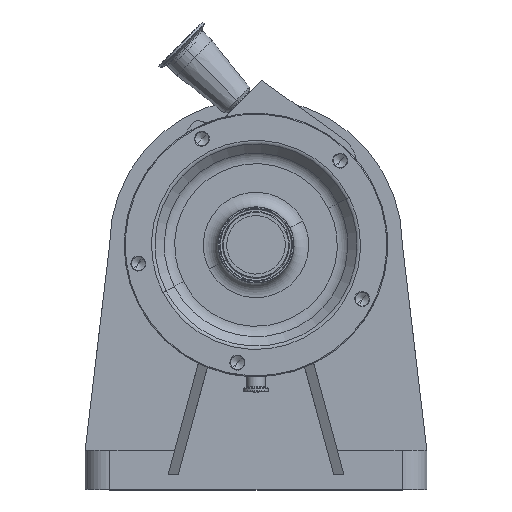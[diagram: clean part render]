
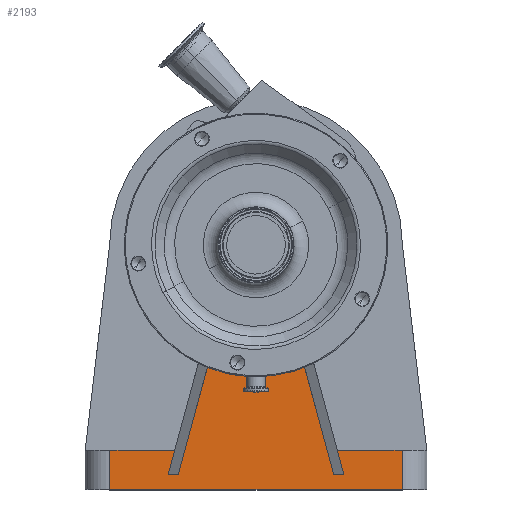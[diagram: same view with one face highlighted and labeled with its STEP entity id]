
A CAD part, top view. The second image highlights one B-rep face of the part: STEP entity #2193.
In plain terms, the highlighted planar face has unit normal (0, 0, 1).
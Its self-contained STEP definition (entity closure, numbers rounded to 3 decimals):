
#112 = VECTOR ( 'NONE', #9143, 1000. ) ;
#268 = DIRECTION ( 'NONE',  ( 1., 0., 0. ) ) ;
#287 = DIRECTION ( 'NONE',  ( 0., 0., -1. ) ) ;
#312 = LINE ( 'NONE', #997, #7489 ) ;
#363 = ORIENTED_EDGE ( 'NONE', *, *, #2960, .F. ) ;
#383 = FACE_OUTER_BOUND ( 'NONE', #9313, .T. ) ;
#391 = CARTESIAN_POINT ( 'NONE',  ( -149.6, -210., 120. ) ) ;
#487 = CARTESIAN_POINT ( 'NONE',  ( -90., -235., 120. ) ) ;
#546 = CIRCLE ( 'NONE', #6165, 100. ) ;
#639 = ORIENTED_EDGE ( 'NONE', *, *, #7511, .T. ) ;
#835 = VERTEX_POINT ( 'NONE', #9483 ) ;
#959 = VECTOR ( 'NONE', #7874, 1000. ) ;
#984 = EDGE_CURVE ( 'NONE', #6596, #1215, #2772, .T. ) ;
#997 = CARTESIAN_POINT ( 'NONE',  ( 0., -235., 120. ) ) ;
#1102 = LINE ( 'NONE', #4833, #9125 ) ;
#1138 = LINE ( 'NONE', #7812, #7056 ) ;
#1158 = VECTOR ( 'NONE', #8212, 1000. ) ;
#1215 = VERTEX_POINT ( 'NONE', #7314 ) ;
#1277 = CARTESIAN_POINT ( 'NONE',  ( -40.6, -91.387, 120. ) ) ;
#1296 = CARTESIAN_POINT ( 'NONE',  ( 87.773, -226.806, 120. ) ) ;
#1528 = AXIS2_PLACEMENT_3D ( 'NONE', #2649, #287, #5774 ) ;
#1564 = CARTESIAN_POINT ( 'NONE',  ( 83.204, -210., 120. ) ) ;
#1794 = ORIENTED_EDGE ( 'NONE', *, *, #3423, .T. ) ;
#2012 = EDGE_CURVE ( 'NONE', #4824, #9624, #1102, .T. ) ;
#2169 = VERTEX_POINT ( 'NONE', #487 ) ;
#2193 = ADVANCED_FACE ( 'NONE', ( #383 ), #3457, .F. ) ;
#2519 = DIRECTION ( 'NONE',  ( 0., 0., -1. ) ) ;
#2529 = EDGE_CURVE ( 'NONE', #8634, #9624, #8649, .T. ) ;
#2649 = CARTESIAN_POINT ( 'NONE',  ( 149.6, -210., 120. ) ) ;
#2772 = LINE ( 'NONE', #1296, #4621 ) ;
#2960 = EDGE_CURVE ( 'NONE', #6770, #1215, #312, .T. ) ;
#3002 = ORIENTED_EDGE ( 'NONE', *, *, #4285, .T. ) ;
#3238 = VERTEX_POINT ( 'NONE', #8033 ) ;
#3261 = ORIENTED_EDGE ( 'NONE', *, *, #9271, .F. ) ;
#3423 = EDGE_CURVE ( 'NONE', #4642, #8634, #4556, .T. ) ;
#3444 = CARTESIAN_POINT ( 'NONE',  ( 149.6, -250., 120. ) ) ;
#3457 = PLANE ( 'NONE',  #1528 ) ;
#3722 = CARTESIAN_POINT ( 'NONE',  ( -40.6, -91.387, 120. ) ) ;
#3964 = CARTESIAN_POINT ( 'NONE',  ( 80.35, -237.623, 120. ) ) ;
#3991 = EDGE_CURVE ( 'NONE', #835, #5896, #546, .T. ) ;
#4084 = DIRECTION ( 'NONE',  ( 1., 0., 0. ) ) ;
#4244 = DIRECTION ( 'NONE',  ( -1., 0., 0. ) ) ;
#4248 = CARTESIAN_POINT ( 'NONE',  ( -83.204, -210., 120. ) ) ;
#4285 = EDGE_CURVE ( 'NONE', #6770, #835, #8522, .T. ) ;
#4291 = ORIENTED_EDGE ( 'NONE', *, *, #2529, .T. ) ;
#4439 = VECTOR ( 'NONE', #268, 1000. ) ;
#4556 = LINE ( 'NONE', #6809, #8289 ) ;
#4621 = VECTOR ( 'NONE', #6728, 1000. ) ;
#4642 = VERTEX_POINT ( 'NONE', #391 ) ;
#4685 = CARTESIAN_POINT ( 'NONE',  ( 149.6, -210., 120. ) ) ;
#4819 = CARTESIAN_POINT ( 'NONE',  ( 149.6, -210., 120. ) ) ;
#4824 = VERTEX_POINT ( 'NONE', #8229 ) ;
#4833 = CARTESIAN_POINT ( 'NONE',  ( 149.6, -210., 120. ) ) ;
#4910 = DIRECTION ( 'NONE',  ( 1., 0., 0. ) ) ;
#5073 = EDGE_CURVE ( 'NONE', #2169, #3238, #1138, .T. ) ;
#5155 = CARTESIAN_POINT ( 'NONE',  ( -149.6, -250., 120. ) ) ;
#5161 = DIRECTION ( 'NONE',  ( 0., -1., 0. ) ) ;
#5380 = LINE ( 'NONE', #4685, #5829 ) ;
#5556 = LINE ( 'NONE', #4819, #959 ) ;
#5684 = CARTESIAN_POINT ( 'NONE',  ( 0., 0., 120. ) ) ;
#5774 = DIRECTION ( 'NONE',  ( -1., 0., 0. ) ) ;
#5829 = VECTOR ( 'NONE', #7556, 1000. ) ;
#5896 = VERTEX_POINT ( 'NONE', #3722 ) ;
#6090 = LINE ( 'NONE', #9800, #112 ) ;
#6165 = AXIS2_PLACEMENT_3D ( 'NONE', #5684, #2519, #4244 ) ;
#6389 = ORIENTED_EDGE ( 'NONE', *, *, #5073, .F. ) ;
#6432 = EDGE_CURVE ( 'NONE', #5896, #3238, #8954, .T. ) ;
#6567 = EDGE_CURVE ( 'NONE', #6596, #4824, #5380, .T. ) ;
#6596 = VERTEX_POINT ( 'NONE', #1564 ) ;
#6728 = DIRECTION ( 'NONE',  ( 0.262, -0.965, 0. ) ) ;
#6770 = VERTEX_POINT ( 'NONE', #9385 ) ;
#6809 = CARTESIAN_POINT ( 'NONE',  ( -149.6, -210., 120. ) ) ;
#6968 = VECTOR ( 'NONE', #7029, 1000. ) ;
#7029 = DIRECTION ( 'NONE',  ( -0.262, 0.965, 0. ) ) ;
#7056 = VECTOR ( 'NONE', #4910, 1000. ) ;
#7299 = ORIENTED_EDGE ( 'NONE', *, *, #3991, .T. ) ;
#7314 = CARTESIAN_POINT ( 'NONE',  ( 90., -235., 120. ) ) ;
#7338 = DIRECTION ( 'NONE',  ( 0., -1., 0. ) ) ;
#7489 = VECTOR ( 'NONE', #4084, 1000. ) ;
#7511 = EDGE_CURVE ( 'NONE', #2169, #9711, #6090, .T. ) ;
#7556 = DIRECTION ( 'NONE',  ( 1., 0., 0. ) ) ;
#7812 = CARTESIAN_POINT ( 'NONE',  ( -90., -235., 120. ) ) ;
#7874 = DIRECTION ( 'NONE',  ( 1., 0., 0. ) ) ;
#7945 = CARTESIAN_POINT ( 'NONE',  ( 149.6, -250., 120. ) ) ;
#8033 = CARTESIAN_POINT ( 'NONE',  ( -79.637, -235., 120. ) ) ;
#8187 = ORIENTED_EDGE ( 'NONE', *, *, #984, .T. ) ;
#8212 = DIRECTION ( 'NONE',  ( -0.262, -0.965, 0. ) ) ;
#8229 = CARTESIAN_POINT ( 'NONE',  ( 149.6, -210., 120. ) ) ;
#8289 = VECTOR ( 'NONE', #5161, 1000. ) ;
#8522 = LINE ( 'NONE', #3964, #6968 ) ;
#8605 = ORIENTED_EDGE ( 'NONE', *, *, #2012, .F. ) ;
#8634 = VERTEX_POINT ( 'NONE', #5155 ) ;
#8649 = LINE ( 'NONE', #3444, #4439 ) ;
#8954 = LINE ( 'NONE', #1277, #1158 ) ;
#8956 = ORIENTED_EDGE ( 'NONE', *, *, #6567, .F. ) ;
#9125 = VECTOR ( 'NONE', #7338, 1000. ) ;
#9143 = DIRECTION ( 'NONE',  ( 0.262, 0.965, 0. ) ) ;
#9271 = EDGE_CURVE ( 'NONE', #4642, #9711, #5556, .T. ) ;
#9313 = EDGE_LOOP ( 'NONE', ( #9608, #6389, #639, #3261, #1794, #4291, #8605, #8956, #8187, #363, #3002, #7299 ) ) ;
#9385 = CARTESIAN_POINT ( 'NONE',  ( 79.637, -235., 120. ) ) ;
#9483 = CARTESIAN_POINT ( 'NONE',  ( 40.6, -91.387, 120. ) ) ;
#9608 = ORIENTED_EDGE ( 'NONE', *, *, #6432, .T. ) ;
#9624 = VERTEX_POINT ( 'NONE', #7945 ) ;
#9711 = VERTEX_POINT ( 'NONE', #4248 ) ;
#9800 = CARTESIAN_POINT ( 'NONE',  ( -67.186, -151.072, 120. ) ) ;
